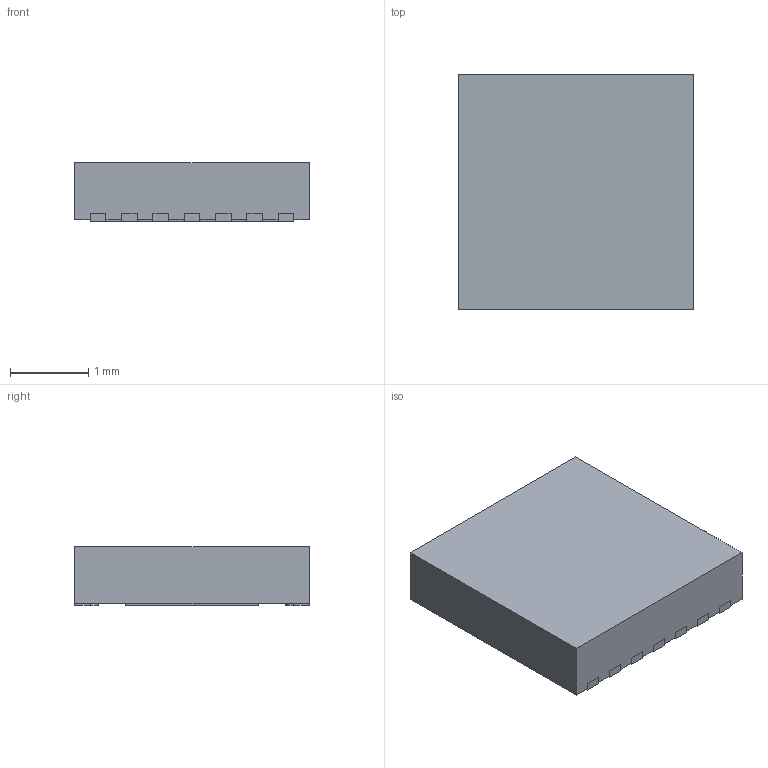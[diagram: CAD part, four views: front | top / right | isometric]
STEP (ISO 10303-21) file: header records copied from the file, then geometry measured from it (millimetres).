
FILE_DESCRIPTION(('STEP AP214'),'1');
FILE_NAME('X315.step','2020-10-29T05:43:31',(' '),('ANSOFT Corporation'),'Spatial InterOp 3D',' ',' ');
FILE_SCHEMA(('AUTOMOTIVE_DESIGN { 1 0 10303 214 1 1 1 1 }'));
Length unit declared in the file: millimetre
Products named in the file (1): X315POD_Unnamed_1
Bounding box: 3 x 3 x 0.75 mm (x, y, z)
Volume: 6.7 mm3; surface area: 39.3 mm2
Topology: 16 solids, 16 shells, 159 faces, 378 edges, 252 vertices
Faces by surface type: plane 131, cylinder 28
Entity records: 6024 total; most frequent: CARTESIAN_POINT 805, DIRECTION 784, ORIENTED_EDGE 756, EDGE_CURVE 378, LINE 322, VECTOR 322, VERTEX_POINT 252, AXIS2_PLACEMENT_3D 231
